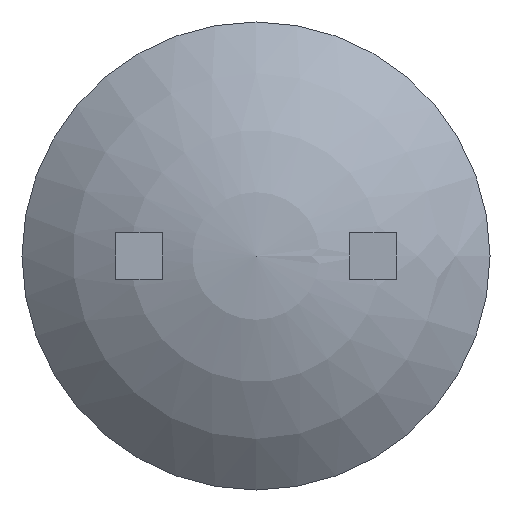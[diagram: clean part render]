
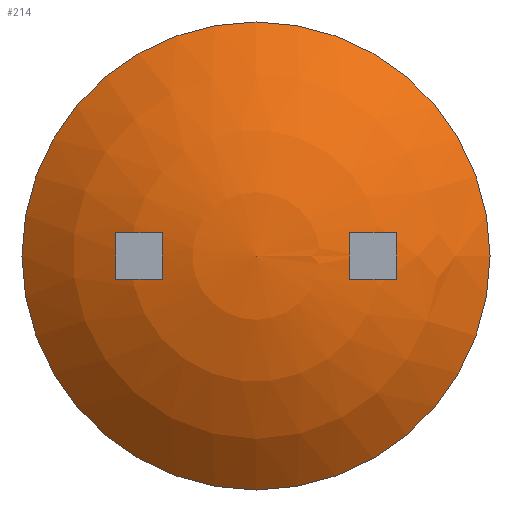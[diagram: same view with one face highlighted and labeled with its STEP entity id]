
A CAD part, front view. The second image highlights one B-rep face of the part: STEP entity #214.
In plain terms, the highlighted spherical face has radius 3.752 mm.
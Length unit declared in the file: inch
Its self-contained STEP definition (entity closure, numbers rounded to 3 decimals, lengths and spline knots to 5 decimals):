
#13 = EDGE_LOOP ( 'NONE', ( #406, #434 ) ) ;
#36 = DIRECTION ( 'NONE',  ( 1., 0., 0. ) ) ;
#57 = EDGE_CURVE ( 'NONE', #310, #461, #284, .T. ) ;
#59 = AXIS2_PLACEMENT_3D ( 'NONE', #340, #81, #367 ) ;
#69 = CARTESIAN_POINT ( 'NONE',  ( 0., 0., 0.1 ) ) ;
#81 = DIRECTION ( 'NONE',  ( 0., 1., 0. ) ) ;
#86 = CARTESIAN_POINT ( 'NONE',  ( 0., 0., 0. ) ) ;
#92 = EDGE_CURVE ( 'NONE', #461, #310, #185, .T. ) ;
#95 = AXIS2_PLACEMENT_3D ( 'NONE', #86, #120, #235 ) ;
#120 = DIRECTION ( 'NONE',  ( 0., 1., 0. ) ) ;
#169 = CARTESIAN_POINT ( 'NONE',  ( 0., 0., -0.1 ) ) ;
#185 = CIRCLE ( 'NONE', #95, 0.1 ) ;
#214 = ADVANCED_FACE ( 'NONE', ( #242 ), #425, .T. ) ;
#235 = DIRECTION ( 'NONE',  ( 0., 0., 1. ) ) ;
#242 = FACE_OUTER_BOUND ( 'NONE', #13, .T. ) ;
#284 = CIRCLE ( 'NONE', #59, 0.1 ) ;
#310 = VERTEX_POINT ( 'NONE', #169 ) ;
#340 = CARTESIAN_POINT ( 'NONE',  ( 0., 0., 0. ) ) ;
#367 = DIRECTION ( 'NONE',  ( 0., 0., 1. ) ) ;
#388 = AXIS2_PLACEMENT_3D ( 'NONE', #436, #464, #36 ) ;
#406 = ORIENTED_EDGE ( 'NONE', *, *, #57, .F. ) ;
#425 = SPHERICAL_SURFACE ( 'NONE', #388, 0.14771 ) ;
#434 = ORIENTED_EDGE ( 'NONE', *, *, #92, .F. ) ;
#436 = CARTESIAN_POINT ( 'NONE',  ( 0., 0.10871, 0. ) ) ;
#461 = VERTEX_POINT ( 'NONE', #69 ) ;
#464 = DIRECTION ( 'NONE',  ( 0., 1., 0. ) ) ;
